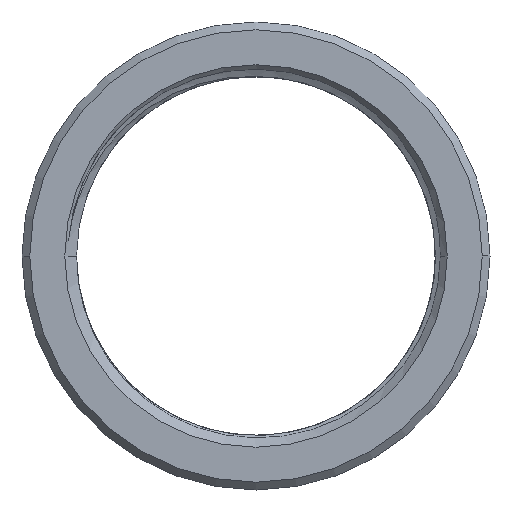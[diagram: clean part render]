
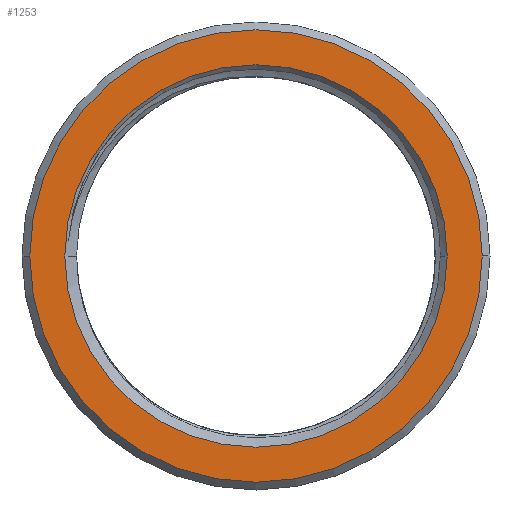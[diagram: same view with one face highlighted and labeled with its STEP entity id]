
A CAD part, front view. The second image highlights one B-rep face of the part: STEP entity #1253.
In plain terms, the highlighted planar face has unit normal (0, -1, 0).
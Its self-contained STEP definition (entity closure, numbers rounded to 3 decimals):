
#66=CARTESIAN_POINT('',(0.,0.,0.));
#67=DIRECTION('',(0.,1.,0.));
#68=DIRECTION('',(-1.,0.,0.));
#69=AXIS2_PLACEMENT_3D('',#66,#67,#68);
#71=CARTESIAN_POINT('',(0.,0.,0.));
#72=DIRECTION('',(0.,1.,0.));
#73=DIRECTION('',(1.,0.,0.));
#74=AXIS2_PLACEMENT_3D('',#71,#72,#73);
#76=CARTESIAN_POINT('',(0.,0.,0.));
#77=DIRECTION('',(0.,1.,0.));
#78=DIRECTION('',(-1.,0.,0.));
#79=AXIS2_PLACEMENT_3D('',#76,#77,#78);
#81=CARTESIAN_POINT('',(0.,0.,0.));
#82=DIRECTION('',(0.,1.,0.));
#83=DIRECTION('',(1.,0.,0.));
#84=AXIS2_PLACEMENT_3D('',#81,#82,#83);
#1090=CARTESIAN_POINT('',(-29.,0.,0.));
#1091=CARTESIAN_POINT('',(29.,0.,0.));
#1092=VERTEX_POINT('',#1090);
#1093=VERTEX_POINT('',#1091);
#1098=CARTESIAN_POINT('',(-24.511,0.,0.));
#1099=CARTESIAN_POINT('',(24.511,0.,0.));
#1100=VERTEX_POINT('',#1098);
#1101=VERTEX_POINT('',#1099);
#1238=CARTESIAN_POINT('',(0.,0.,0.));
#1239=DIRECTION('',(0.,1.,0.));
#1240=DIRECTION('',(1.,0.,0.));
#1241=AXIS2_PLACEMENT_3D('',#1238,#1239,#1240);
#1242=PLANE('',#1241);
#1243=ORIENTED_EDGE('',*,*,#1218,.T.);
#1244=ORIENTED_EDGE('',*,*,#1232,.T.);
#1245=EDGE_LOOP('',(#1243,#1244));
#1246=FACE_OUTER_BOUND('',#1245,.F.);
#1248=ORIENTED_EDGE('',*,*,#1247,.F.);
#1250=ORIENTED_EDGE('',*,*,#1249,.F.);
#1251=EDGE_LOOP('',(#1248,#1250));
#1252=FACE_BOUND('',#1251,.F.);
#1253=ADVANCED_FACE('',(#1246,#1252),#1242,.F.);
#70=CIRCLE('',#69,29.);
#75=CIRCLE('',#74,29.);
#80=CIRCLE('',#79,24.511);
#85=CIRCLE('',#84,24.511);
#1218=EDGE_CURVE('',#1092,#1093,#70,.T.);
#1232=EDGE_CURVE('',#1093,#1092,#75,.T.);
#1247=EDGE_CURVE('',#1100,#1101,#80,.T.);
#1249=EDGE_CURVE('',#1101,#1100,#85,.T.);
